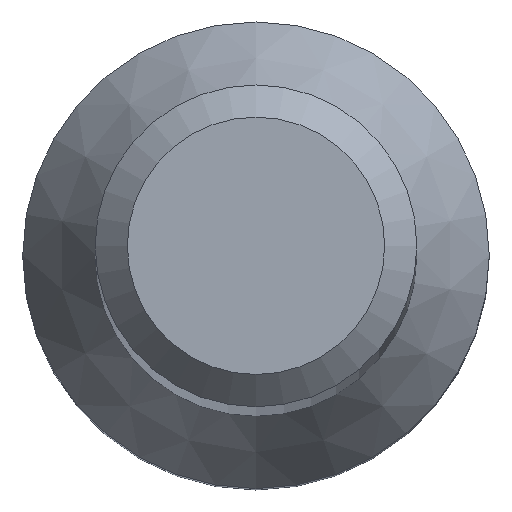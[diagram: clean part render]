
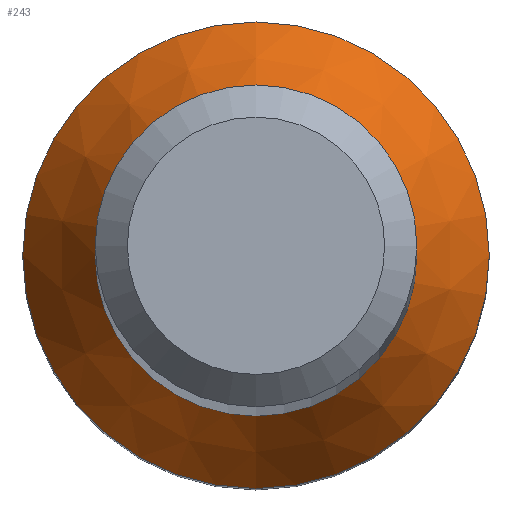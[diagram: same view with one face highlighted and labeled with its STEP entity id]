
A CAD part, top view. The second image highlights one B-rep face of the part: STEP entity #243.
In plain terms, the highlighted conical face has half-angle 30 degrees and reference radius 4.35 mm.
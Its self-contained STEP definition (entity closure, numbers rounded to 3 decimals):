
#3 = FACE_OUTER_BOUND ( 'NONE', #199, .T. ) ;
#4 = AXIS2_PLACEMENT_3D ( 'NONE', #156, #169, #154 ) ;
#6 = VERTEX_POINT ( 'NONE', #44 ) ;
#23 = EDGE_CURVE ( 'NONE', #6, #6, #105, .T. ) ;
#25 = VERTEX_POINT ( 'NONE', #196 ) ;
#44 = CARTESIAN_POINT ( 'NONE',  ( 0., 4.35, 16. ) ) ;
#49 = AXIS2_PLACEMENT_3D ( 'NONE', #53, #205, #152 ) ;
#53 = CARTESIAN_POINT ( 'NONE',  ( 0., 0., 18.338 ) ) ;
#95 = EDGE_CURVE ( 'NONE', #25, #25, #200, .T. ) ;
#100 = CARTESIAN_POINT ( 'NONE',  ( 0., 0., 16. ) ) ;
#104 = ORIENTED_EDGE ( 'NONE', *, *, #95, .T. ) ;
#105 = CIRCLE ( 'NONE', #4, 4.35 ) ;
#152 = DIRECTION ( 'NONE',  ( 0., 1., 0. ) ) ;
#154 = DIRECTION ( 'NONE',  ( 0., 1., 0. ) ) ;
#156 = CARTESIAN_POINT ( 'NONE',  ( 0., 0., 16. ) ) ;
#168 = FACE_BOUND ( 'NONE', #180, .T. ) ;
#169 = DIRECTION ( 'NONE',  ( 0., 0., -1. ) ) ;
#176 = AXIS2_PLACEMENT_3D ( 'NONE', #100, #177, #194 ) ;
#177 = DIRECTION ( 'NONE',  ( 0., 0., -1. ) ) ;
#180 = EDGE_LOOP ( 'NONE', ( #104 ) ) ;
#181 = CONICAL_SURFACE ( 'NONE', #176, 4.35, 0.524 ) ;
#194 = DIRECTION ( 'NONE',  ( 0., 1., 0. ) ) ;
#196 = CARTESIAN_POINT ( 'NONE',  ( 0., 3., 18.338 ) ) ;
#199 = EDGE_LOOP ( 'NONE', ( #230 ) ) ;
#200 = CIRCLE ( 'NONE', #49, 3. ) ;
#205 = DIRECTION ( 'NONE',  ( 0., 0., -1. ) ) ;
#230 = ORIENTED_EDGE ( 'NONE', *, *, #23, .F. ) ;
#243 = ADVANCED_FACE ( 'NONE', ( #168, #3 ), #181, .T. ) ;
